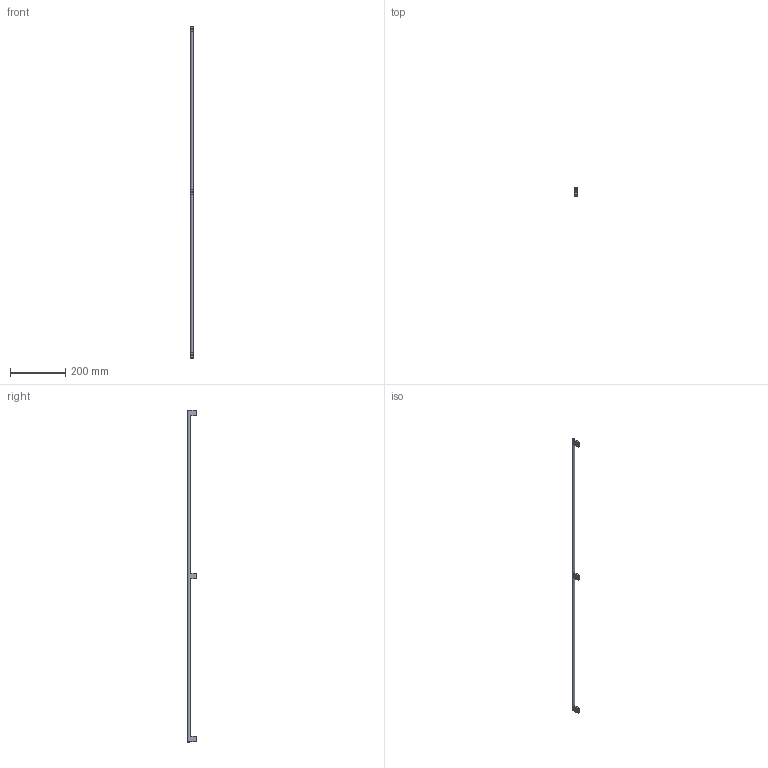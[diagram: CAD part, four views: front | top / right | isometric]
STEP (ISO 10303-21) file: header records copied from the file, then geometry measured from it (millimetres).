
FILE_DESCRIPTION(/* description */ (''),/* implementation_level */ '2;1');
FILE_NAME(/* name */ '0430-1178_00.stp',/* time_stamp */ '2023-01-02T11:57:41+01:00',/* author */ ('jferrer'),/* organization */ (''),/* preprocessor_version */ 'ST-DEVELOPER v18.1',/* originating_system */ 'Autodesk Inventor 2022',/* authorisation */ '');
FILE_SCHEMA (('CONFIG_CONTROL_DESIGN'));
Length unit declared in the file: millimetre
Products named in the file (4): 0430-1178TIRADOR_00; 0430-1178_COS_00; 0430_POTA-10_02; CARGOL M-F
Assembly tree (7 placements, depth 2):
  0430-1178TIRADOR_00
    0430-1178_COS_00
    0430_POTA-10_02  x3
    CARGOL M-F  x3
Bounding box: 10 x 32.5 x 1200 mm (x, y, z)
Volume: 104697.9 mm3; surface area: 45905.8 mm2
Topology: 7 solids, 7 shells, 101 faces, 250 edges, 166 vertices
Faces by surface type: plane 50, cylinder 34, cone 17
Full cylindrical faces by diameter (mm): 3.242 x6, 4 x6, 6 x3, 6.5 x3, 10 x1
Entity records: 1532 total; most frequent: CARTESIAN_POINT 402, DIRECTION 218, ORIENTED_EDGE 192, EDGE_CURVE 96, AXIS2_PLACEMENT_3D 86, VERTEX_POINT 66, EDGE_LOOP 48, LINE 46
